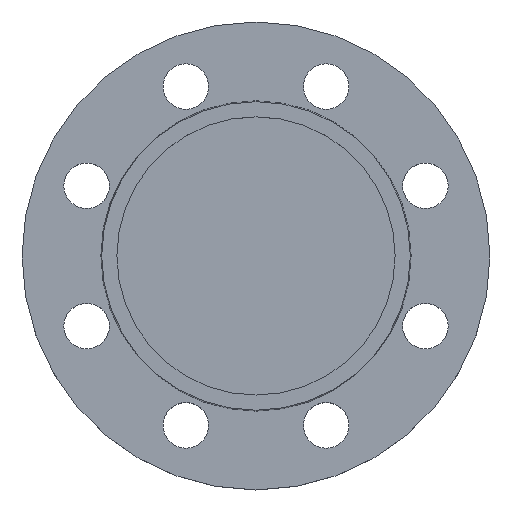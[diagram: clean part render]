
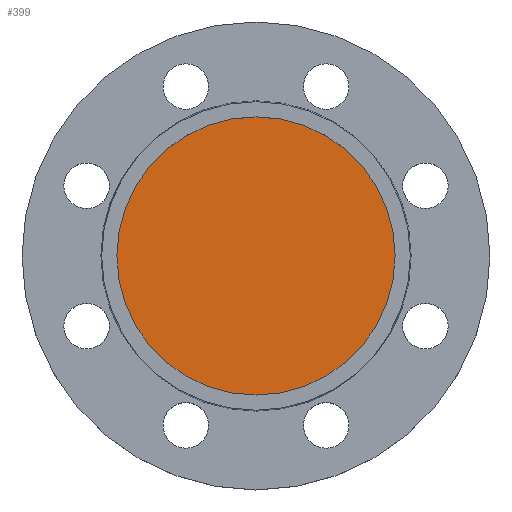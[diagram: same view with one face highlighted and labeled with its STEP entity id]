
A CAD part, top view. The second image highlights one B-rep face of the part: STEP entity #399.
In plain terms, the highlighted planar face has unit normal (0, 0, 1).
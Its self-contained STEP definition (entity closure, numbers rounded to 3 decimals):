
#23 = AXIS2_PLACEMENT_3D ( 'NONE', #213, #212, #211 ) ;
#40 = EDGE_CURVE ( 'NONE', #798, #464, #479, .T. ) ;
#149 = CARTESIAN_POINT ( 'NONE',  ( -55., 0., -4. ) ) ;
#211 = DIRECTION ( 'NONE',  ( -1., 0., 0. ) ) ;
#212 = DIRECTION ( 'NONE',  ( 0., 0., -1. ) ) ;
#213 = CARTESIAN_POINT ( 'NONE',  ( 0., 0., -4. ) ) ;
#333 = CARTESIAN_POINT ( 'NONE',  ( 55., 0., -4. ) ) ;
#399 = ADVANCED_FACE ( 'NONE', ( #559 ), #560, .T. ) ;
#407 = AXIS2_PLACEMENT_3D ( 'NONE', #561, #562, #563 ) ;
#418 = CIRCLE ( 'NONE', #23, 55. ) ;
#459 = AXIS2_PLACEMENT_3D ( 'NONE', #865, #867, #868 ) ;
#464 = VERTEX_POINT ( 'NONE', #333 ) ;
#479 = CIRCLE ( 'NONE', #459, 55. ) ;
#559 = FACE_OUTER_BOUND ( 'NONE', #832, .T. ) ;
#560 = PLANE ( 'NONE',  #407 ) ;
#561 = CARTESIAN_POINT ( 'NONE',  ( 55., 0., -4. ) ) ;
#562 = DIRECTION ( 'NONE',  ( 0., 0., 1. ) ) ;
#563 = DIRECTION ( 'NONE',  ( 1., 0., 0. ) ) ;
#684 = EDGE_CURVE ( 'NONE', #464, #798, #418, .T. ) ;
#725 = ORIENTED_EDGE ( 'NONE', *, *, #40, .F. ) ;
#726 = ORIENTED_EDGE ( 'NONE', *, *, #684, .F. ) ;
#798 = VERTEX_POINT ( 'NONE', #149 ) ;
#832 = EDGE_LOOP ( 'NONE', ( #725, #726 ) ) ;
#865 = CARTESIAN_POINT ( 'NONE',  ( 0., 0., -4. ) ) ;
#867 = DIRECTION ( 'NONE',  ( 0., 0., -1. ) ) ;
#868 = DIRECTION ( 'NONE',  ( -1., 0., 0. ) ) ;
